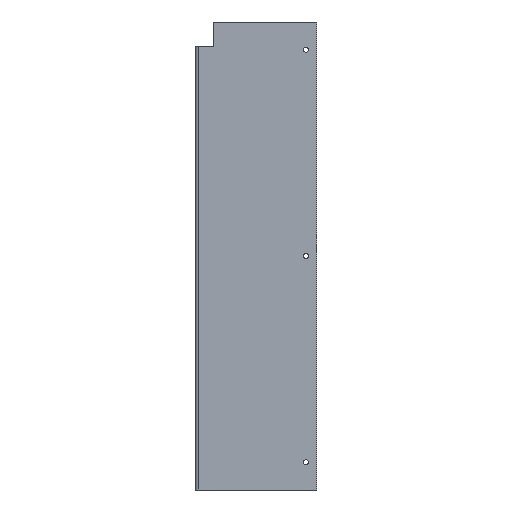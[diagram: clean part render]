
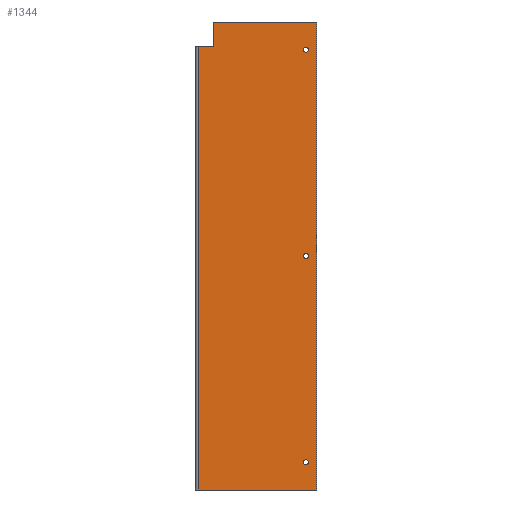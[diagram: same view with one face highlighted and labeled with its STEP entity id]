
A CAD part, left-side view. The second image highlights one B-rep face of the part: STEP entity #1344.
In plain terms, the highlighted planar face has unit normal (-1, 0, 0).
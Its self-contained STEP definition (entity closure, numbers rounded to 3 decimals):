
#1 = DIRECTION ( 'NONE',  ( 1., 0., 0. ) ) ;
#35 = AXIS2_PLACEMENT_3D ( 'NONE', #949, #1894, #1902 ) ;
#41 = LINE ( 'NONE', #595, #1801 ) ;
#55 = CIRCLE ( 'NONE', #35, 2.25 ) ;
#77 = CIRCLE ( 'NONE', #1806, 2.25 ) ;
#97 = EDGE_CURVE ( 'NONE', #653, #448, #315, .T. ) ;
#116 = DIRECTION ( 'NONE',  ( 1., 0., 0. ) ) ;
#122 = CARTESIAN_POINT ( 'NONE',  ( -205., -17., 200. ) ) ;
#131 = AXIS2_PLACEMENT_3D ( 'NONE', #1053, #116, #1199 ) ;
#154 = CARTESIAN_POINT ( 'NONE',  ( -205., -100., 11. ) ) ;
#255 = EDGE_CURVE ( 'NONE', #1576, #1981, #1430, .T. ) ;
#270 = EDGE_CURVE ( 'NONE', #975, #1706, #1330, .T. ) ;
#294 = EDGE_CURVE ( 'NONE', #1782, #1981, #41, .T. ) ;
#310 = LINE ( 'NONE', #803, #1248 ) ;
#315 = CIRCLE ( 'NONE', #1929, 2.25 ) ;
#332 = EDGE_CURVE ( 'NONE', #448, #653, #1695, .T. ) ;
#387 = CARTESIAN_POINT ( 'NONE',  ( -205., -100., 11. ) ) ;
#443 = CARTESIAN_POINT ( 'NONE',  ( -205., -2.737, 200. ) ) ;
#448 = VERTEX_POINT ( 'NONE', #856 ) ;
#458 = LINE ( 'NONE', #1057, #1201 ) ;
#462 = DIRECTION ( 'NONE',  ( 0., 1., 0. ) ) ;
#464 = CARTESIAN_POINT ( 'NONE',  ( -205., -110., 0. ) ) ;
#474 = FACE_BOUND ( 'NONE', #1646, .T. ) ;
#480 = CARTESIAN_POINT ( 'NONE',  ( -205., -2.737, -200. ) ) ;
#483 = LINE ( 'NONE', #464, #583 ) ;
#495 = VECTOR ( 'NONE', #904, 1000. ) ;
#508 = VERTEX_POINT ( 'NONE', #1295 ) ;
#551 = DIRECTION ( 'NONE',  ( 0., 1., 0. ) ) ;
#574 = FACE_OUTER_BOUND ( 'NONE', #1647, .T. ) ;
#583 = VECTOR ( 'NONE', #628, 1000. ) ;
#595 = CARTESIAN_POINT ( 'NONE',  ( -205., 0., 200. ) ) ;
#602 = EDGE_CURVE ( 'NONE', #1576, #1654, #310, .T. ) ;
#606 = CIRCLE ( 'NONE', #756, 2.25 ) ;
#611 = EDGE_CURVE ( 'NONE', #911, #1448, #55, .T. ) ;
#626 = CARTESIAN_POINT ( 'NONE',  ( -205., -100., -175. ) ) ;
#628 = DIRECTION ( 'NONE',  ( 0., 0., 1. ) ) ;
#652 = AXIS2_PLACEMENT_3D ( 'NONE', #387, #1487, #551 ) ;
#653 = VERTEX_POINT ( 'NONE', #1242 ) ;
#664 = EDGE_LOOP ( 'NONE', ( #912, #1326 ) ) ;
#688 = EDGE_CURVE ( 'NONE', #1236, #508, #606, .T. ) ;
#702 = CARTESIAN_POINT ( 'NONE',  ( -205., 0., 0. ) ) ;
#725 = EDGE_CURVE ( 'NONE', #1654, #1706, #483, .T. ) ;
#733 = ORIENTED_EDGE ( 'NONE', *, *, #602, .T. ) ;
#742 = CARTESIAN_POINT ( 'NONE',  ( -205., -100., -175. ) ) ;
#743 = CARTESIAN_POINT ( 'NONE',  ( -205., -110., 222. ) ) ;
#756 = AXIS2_PLACEMENT_3D ( 'NONE', #742, #1682, #1694 ) ;
#757 = ORIENTED_EDGE ( 'NONE', *, *, #255, .F. ) ;
#803 = CARTESIAN_POINT ( 'NONE',  ( -205., 0., -200. ) ) ;
#822 = ORIENTED_EDGE ( 'NONE', *, *, #688, .T. ) ;
#839 = CARTESIAN_POINT ( 'NONE',  ( -205., -2.737, 200. ) ) ;
#840 = ORIENTED_EDGE ( 'NONE', *, *, #332, .T. ) ;
#856 = CARTESIAN_POINT ( 'NONE',  ( -205., -97.75, 11. ) ) ;
#904 = DIRECTION ( 'NONE',  ( 0., -1., 0. ) ) ;
#910 = ORIENTED_EDGE ( 'NONE', *, *, #1741, .T. ) ;
#911 = VERTEX_POINT ( 'NONE', #1080 ) ;
#912 = ORIENTED_EDGE ( 'NONE', *, *, #611, .T. ) ;
#926 = DIRECTION ( 'NONE',  ( 0., 1., 0. ) ) ;
#949 = CARTESIAN_POINT ( 'NONE',  ( -205., -100., 197. ) ) ;
#975 = VERTEX_POINT ( 'NONE', #1083 ) ;
#1027 = DIRECTION ( 'NONE',  ( 0., 1., 0. ) ) ;
#1053 = CARTESIAN_POINT ( 'NONE',  ( -205., -100., 197. ) ) ;
#1057 = CARTESIAN_POINT ( 'NONE',  ( -205., -17., 222. ) ) ;
#1067 = ORIENTED_EDGE ( 'NONE', *, *, #1593, .T. ) ;
#1080 = CARTESIAN_POINT ( 'NONE',  ( -205., -97.75, 197. ) ) ;
#1083 = CARTESIAN_POINT ( 'NONE',  ( -205., -17., 222. ) ) ;
#1125 = DIRECTION ( 'NONE',  ( 0., -1., 0. ) ) ;
#1177 = CIRCLE ( 'NONE', #131, 2.25 ) ;
#1199 = DIRECTION ( 'NONE',  ( 0., 1., 0. ) ) ;
#1201 = VECTOR ( 'NONE', #1996, 1000. ) ;
#1222 = DIRECTION ( 'NONE',  ( 0., 1., 0. ) ) ;
#1236 = VERTEX_POINT ( 'NONE', #1457 ) ;
#1237 = ORIENTED_EDGE ( 'NONE', *, *, #294, .T. ) ;
#1238 = CARTESIAN_POINT ( 'NONE',  ( -205., -110., -200. ) ) ;
#1242 = CARTESIAN_POINT ( 'NONE',  ( -205., -102.25, 11. ) ) ;
#1248 = VECTOR ( 'NONE', #1125, 1000. ) ;
#1295 = CARTESIAN_POINT ( 'NONE',  ( -205., -102.25, -175. ) ) ;
#1326 = ORIENTED_EDGE ( 'NONE', *, *, #1426, .T. ) ;
#1327 = FACE_BOUND ( 'NONE', #1930, .T. ) ;
#1328 = DIRECTION ( 'NONE',  ( 1., 0., 0. ) ) ;
#1330 = LINE ( 'NONE', #1374, #495 ) ;
#1344 = ADVANCED_FACE ( 'NONE', ( #1799, #1327, #474, #574 ), #1964, .F. ) ;
#1374 = CARTESIAN_POINT ( 'NONE',  ( -205., -17., 222. ) ) ;
#1384 = DIRECTION ( 'NONE',  ( 0., 0., 1. ) ) ;
#1426 = EDGE_CURVE ( 'NONE', #1448, #911, #1177, .T. ) ;
#1430 = LINE ( 'NONE', #443, #1762 ) ;
#1448 = VERTEX_POINT ( 'NONE', #1670 ) ;
#1455 = ORIENTED_EDGE ( 'NONE', *, *, #270, .F. ) ;
#1457 = CARTESIAN_POINT ( 'NONE',  ( -205., -97.75, -175. ) ) ;
#1487 = DIRECTION ( 'NONE',  ( 1., 0., 0. ) ) ;
#1558 = DIRECTION ( 'NONE',  ( 1., 0., 0. ) ) ;
#1576 = VERTEX_POINT ( 'NONE', #480 ) ;
#1593 = EDGE_CURVE ( 'NONE', #508, #1236, #77, .T. ) ;
#1644 = ORIENTED_EDGE ( 'NONE', *, *, #725, .T. ) ;
#1646 = EDGE_LOOP ( 'NONE', ( #822, #1067 ) ) ;
#1647 = EDGE_LOOP ( 'NONE', ( #757, #733, #1644, #1455, #910, #1237 ) ) ;
#1654 = VERTEX_POINT ( 'NONE', #1238 ) ;
#1670 = CARTESIAN_POINT ( 'NONE',  ( -205., -102.25, 197. ) ) ;
#1682 = DIRECTION ( 'NONE',  ( 1., 0., 0. ) ) ;
#1694 = DIRECTION ( 'NONE',  ( 0., 1., 0. ) ) ;
#1695 = CIRCLE ( 'NONE', #652, 2.25 ) ;
#1706 = VERTEX_POINT ( 'NONE', #743 ) ;
#1719 = ORIENTED_EDGE ( 'NONE', *, *, #97, .T. ) ;
#1741 = EDGE_CURVE ( 'NONE', #975, #1782, #458, .T. ) ;
#1762 = VECTOR ( 'NONE', #1384, 1000. ) ;
#1782 = VERTEX_POINT ( 'NONE', #122 ) ;
#1799 = FACE_BOUND ( 'NONE', #664, .T. ) ;
#1801 = VECTOR ( 'NONE', #1222, 1000. ) ;
#1806 = AXIS2_PLACEMENT_3D ( 'NONE', #626, #1558, #462 ) ;
#1894 = DIRECTION ( 'NONE',  ( 1., 0., 0. ) ) ;
#1902 = DIRECTION ( 'NONE',  ( 0., 1., 0. ) ) ;
#1929 = AXIS2_PLACEMENT_3D ( 'NONE', #154, #1, #926 ) ;
#1930 = EDGE_LOOP ( 'NONE', ( #840, #1719 ) ) ;
#1950 = AXIS2_PLACEMENT_3D ( 'NONE', #702, #1328, #1027 ) ;
#1964 = PLANE ( 'NONE',  #1950 ) ;
#1981 = VERTEX_POINT ( 'NONE', #839 ) ;
#1996 = DIRECTION ( 'NONE',  ( 0., 0., -1. ) ) ;
